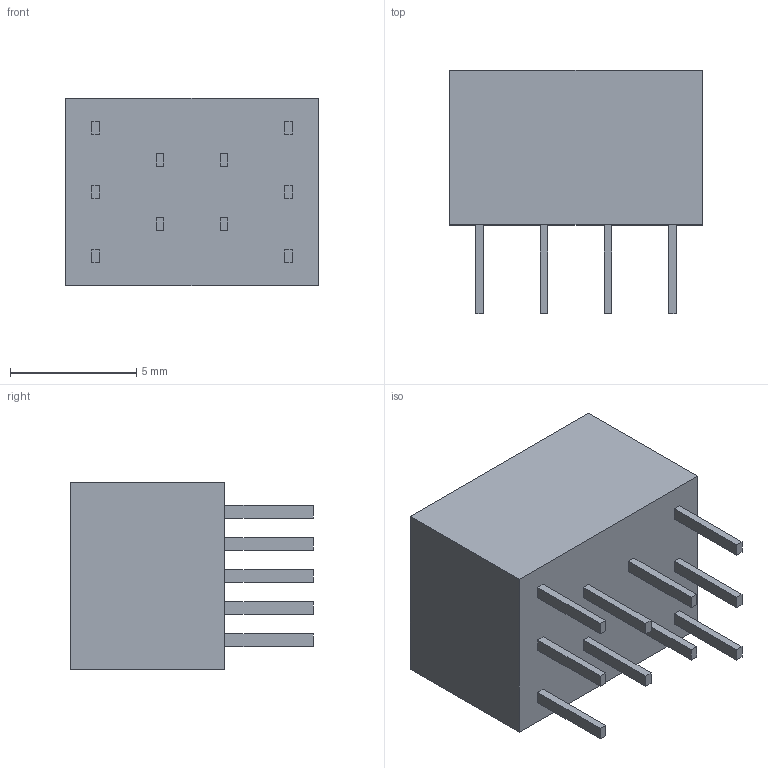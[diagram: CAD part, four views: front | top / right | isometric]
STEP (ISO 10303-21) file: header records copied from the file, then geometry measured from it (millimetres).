
FILE_DESCRIPTION(/* description */ (''),/* implementation_level */ '2;1');
FILE_NAME(/* name */ 'LTS_2801AG_Assembly.stp',/* time_stamp */ '2019-11-17T14:39:50+10:00',/* author */ ('Andrew'),/* organization */ (''),/* preprocessor_version */ 'ST-DEVELOPER v15.6',/* originating_system */ 'Autodesk Inventor 2015',/* authorisation */ '');
FILE_SCHEMA (('AUTOMOTIVE_DESIGN { 1 0 10303 214 3 1 1 }'));
Products named in the file (4): Pins; Body; 7segs; LTS_2801AG_Assembly
Bounding box: 10 x 9.6 x 7.4 mm (x, y, z)
Volume: 456.6 mm3; surface area: 566.6 mm2
Topology: 19 solids, 19 shells, 168 faces, 409 edges, 329 vertices
Faces by surface type: plane 166, cylinder 2
Full cylindrical faces by diameter (mm): 0.78 x2
Entity records: 4934 total; most frequent: CARTESIAN_POINT 910, DIRECTION 762, ORIENTED_EDGE 728, LINE 402, VECTOR 402, EDGE_CURVE 364, VERTEX_POINT 244, AXIS2_PLACEMENT_3D 180
